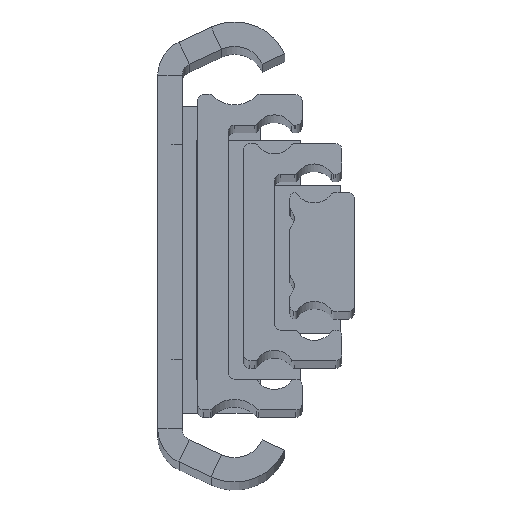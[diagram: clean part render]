
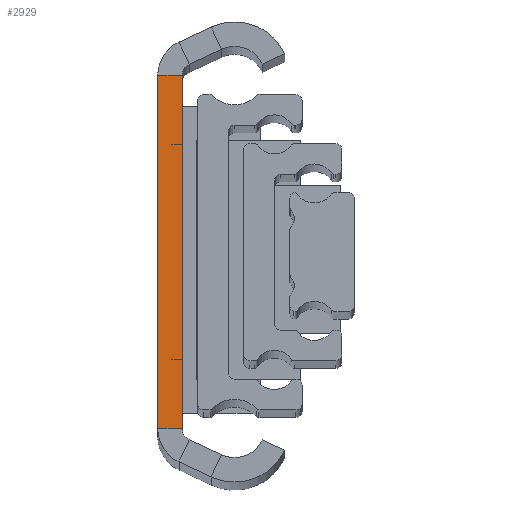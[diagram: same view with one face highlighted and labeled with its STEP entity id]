
A CAD part, top view. The second image highlights one B-rep face of the part: STEP entity #2929.
In plain terms, the highlighted planar face has unit normal (0, 0, 1).
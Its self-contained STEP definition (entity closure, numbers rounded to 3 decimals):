
#474 = CARTESIAN_POINT ( 'NONE',  ( 0., 28.779, 0. ) ) ;
#485 = DIRECTION ( 'NONE',  ( 0., 0., -1. ) ) ;
#537 = VERTEX_POINT ( 'NONE', #6246 ) ;
#726 = CARTESIAN_POINT ( 'NONE',  ( 0., -28.779, 0. ) ) ;
#825 = EDGE_CURVE ( 'NONE', #537, #1543, #2442, .T. ) ;
#852 = DIRECTION ( 'NONE',  ( -1., 0., 0. ) ) ;
#1310 = EDGE_LOOP ( 'NONE', ( #4508, #5116, #5349, #3465 ) ) ;
#1543 = VERTEX_POINT ( 'NONE', #4882 ) ;
#2442 = LINE ( 'NONE', #3051, #4372 ) ;
#2471 = EDGE_CURVE ( 'NONE', #537, #4199, #2896, .T. ) ;
#2584 = CARTESIAN_POINT ( 'NONE',  ( 0., 28.779, 0. ) ) ;
#2896 = LINE ( 'NONE', #6788, #3378 ) ;
#2929 = ADVANCED_FACE ( 'NONE', ( #4721 ), #5274, .F. ) ;
#2975 = LINE ( 'NONE', #726, #6511 ) ;
#3051 = CARTESIAN_POINT ( 'NONE',  ( 4., 28.779, 0. ) ) ;
#3378 = VECTOR ( 'NONE', #852, 1000. ) ;
#3465 = ORIENTED_EDGE ( 'NONE', *, *, #5672, .T. ) ;
#3895 = VECTOR ( 'NONE', #4730, 1000. ) ;
#4187 = DIRECTION ( 'NONE',  ( 0., -1., 0. ) ) ;
#4199 = VERTEX_POINT ( 'NONE', #474 ) ;
#4294 = AXIS2_PLACEMENT_3D ( 'NONE', #5737, #485, #4187 ) ;
#4372 = VECTOR ( 'NONE', #4682, 1000. ) ;
#4467 = DIRECTION ( 'NONE',  ( -1., 0., 0. ) ) ;
#4508 = ORIENTED_EDGE ( 'NONE', *, *, #6397, .F. ) ;
#4682 = DIRECTION ( 'NONE',  ( 0., -1., 0. ) ) ;
#4721 = FACE_OUTER_BOUND ( 'NONE', #1310, .T. ) ;
#4730 = DIRECTION ( 'NONE',  ( 0., -1., 0. ) ) ;
#4756 = CARTESIAN_POINT ( 'NONE',  ( 0., -28.779, 0. ) ) ;
#4808 = VERTEX_POINT ( 'NONE', #4756 ) ;
#4882 = CARTESIAN_POINT ( 'NONE',  ( 4., -28.779, 0. ) ) ;
#5116 = ORIENTED_EDGE ( 'NONE', *, *, #825, .F. ) ;
#5274 = PLANE ( 'NONE',  #4294 ) ;
#5314 = LINE ( 'NONE', #2584, #3895 ) ;
#5349 = ORIENTED_EDGE ( 'NONE', *, *, #2471, .T. ) ;
#5672 = EDGE_CURVE ( 'NONE', #4199, #4808, #5314, .T. ) ;
#5737 = CARTESIAN_POINT ( 'NONE',  ( 0., 28.779, 0. ) ) ;
#6246 = CARTESIAN_POINT ( 'NONE',  ( 4., 28.779, 0. ) ) ;
#6397 = EDGE_CURVE ( 'NONE', #1543, #4808, #2975, .T. ) ;
#6511 = VECTOR ( 'NONE', #4467, 1000. ) ;
#6788 = CARTESIAN_POINT ( 'NONE',  ( 0., 28.779, 0. ) ) ;
